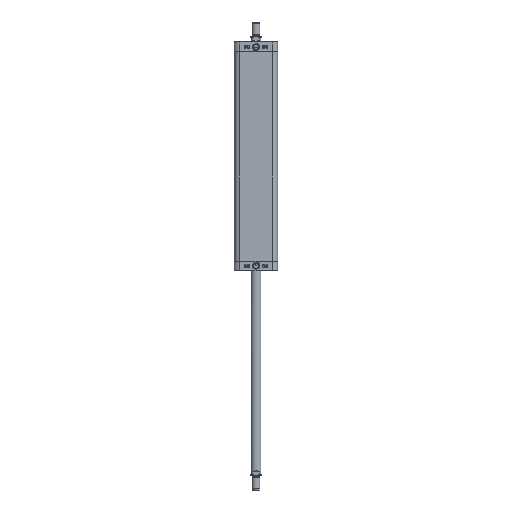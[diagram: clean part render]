
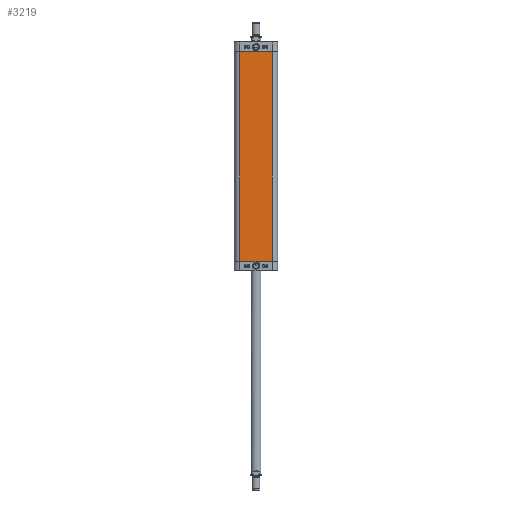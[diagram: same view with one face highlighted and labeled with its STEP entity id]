
A CAD part, left-side view. The second image highlights one B-rep face of the part: STEP entity #3219.
In plain terms, the highlighted planar face has unit normal (-1, 0, 0).
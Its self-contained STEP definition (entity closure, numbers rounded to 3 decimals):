
#619=CARTESIAN_POINT('',(-32.75,24.75,316.0));
#620=VERTEX_POINT('',#619);
#628=CARTESIAN_POINT('',(-32.75,-24.75,316.0));
#629=VERTEX_POINT('',#628);
#630=CARTESIAN_POINT('',(-32.75,-24.75,316.0));
#631=DIRECTION('',(0.0,1.0,0.0));
#632=VECTOR('',#631,49.5);
#633=LINE('',#630,#632);
#634=EDGE_CURVE('',#629,#620,#633,.T.);
#1700=CARTESIAN_POINT('',(-32.75,-24.75,0.0));
#1701=VERTEX_POINT('',#1700);
#1709=CARTESIAN_POINT('',(-32.75,24.75,0.0));
#1710=VERTEX_POINT('',#1709);
#1711=CARTESIAN_POINT('',(-32.75,24.75,0.0));
#1712=DIRECTION('',(0.0,-1.0,0.0));
#1713=VECTOR('',#1712,49.5);
#1714=LINE('',#1711,#1713);
#1715=EDGE_CURVE('',#1710,#1701,#1714,.T.);
#3192=CARTESIAN_POINT('',(-32.75,-24.75,0.0));
#3193=DIRECTION('',(0.0,0.0,1.0));
#3194=VECTOR('',#3193,316.0);
#3195=LINE('',#3192,#3194);
#3196=EDGE_CURVE('',#1701,#629,#3195,.T.);
#3203=CARTESIAN_POINT('',(-32.75,-24.75,0.0));
#3204=DIRECTION('',(-1.0,0.0,0.0));
#3205=DIRECTION('',(0.0,0.0,1.0));
#3206=AXIS2_PLACEMENT_3D('',#3203,#3204,#3205);
#3207=PLANE('',#3206);
#3208=ORIENTED_EDGE('',*,*,#634,.T.);
#3209=CARTESIAN_POINT('',(-32.75,24.75,0.0));
#3210=DIRECTION('',(0.0,0.0,1.0));
#3211=VECTOR('',#3210,316.0);
#3212=LINE('',#3209,#3211);
#3213=EDGE_CURVE('',#1710,#620,#3212,.T.);
#3214=ORIENTED_EDGE('',*,*,#3213,.F.);
#3215=ORIENTED_EDGE('',*,*,#1715,.T.);
#3216=ORIENTED_EDGE('',*,*,#3196,.T.);
#3217=EDGE_LOOP('',(#3208,#3214,#3215,#3216));
#3218=FACE_OUTER_BOUND('',#3217,.T.);
#3219=ADVANCED_FACE('',(#3218),#3207,.T.);
